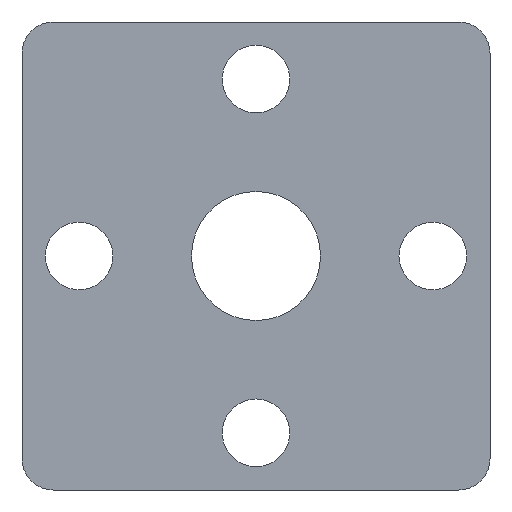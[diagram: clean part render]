
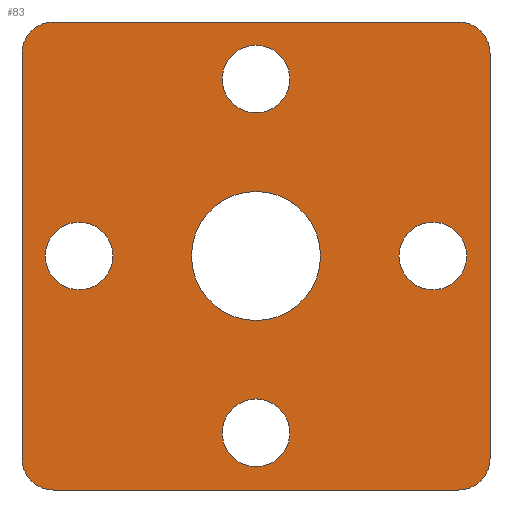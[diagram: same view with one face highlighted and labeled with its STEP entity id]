
A CAD part, left-side view. The second image highlights one B-rep face of the part: STEP entity #83.
In plain terms, the highlighted planar face has unit normal (-1, 0, 0).
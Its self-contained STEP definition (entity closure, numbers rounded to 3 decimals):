
#83=ADVANCED_FACE('',(#165,#166,#167,#168,#169,#170),#171,.T.);
#165=FACE_OUTER_BOUND('',#243,.T.);
#166=FACE_BOUND('',#244,.T.);
#167=FACE_BOUND('',#245,.T.);
#168=FACE_BOUND('',#246,.T.);
#169=FACE_BOUND('',#247,.T.);
#170=FACE_BOUND('',#248,.T.);
#171=PLANE('',#249);
#243=EDGE_LOOP('',(#419,#420,#421,#422,#423,#424,#425,#426));
#244=EDGE_LOOP('',(#427,#428));
#245=EDGE_LOOP('',(#429,#430));
#246=EDGE_LOOP('',(#431,#432));
#247=EDGE_LOOP('',(#433,#434));
#248=EDGE_LOOP('',(#435,#436));
#249=AXIS2_PLACEMENT_3D('',#437,#438,#439);
#419=ORIENTED_EDGE('',*,*,#511,.T.);
#420=ORIENTED_EDGE('',*,*,#513,.T.);
#421=ORIENTED_EDGE('',*,*,#492,.T.);
#422=ORIENTED_EDGE('',*,*,#496,.T.);
#423=ORIENTED_EDGE('',*,*,#499,.T.);
#424=ORIENTED_EDGE('',*,*,#502,.T.);
#425=ORIENTED_EDGE('',*,*,#505,.T.);
#426=ORIENTED_EDGE('',*,*,#508,.T.);
#427=ORIENTED_EDGE('',*,*,#444,.T.);
#428=ORIENTED_EDGE('',*,*,#489,.T.);
#429=ORIENTED_EDGE('',*,*,#449,.T.);
#430=ORIENTED_EDGE('',*,*,#487,.T.);
#431=ORIENTED_EDGE('',*,*,#454,.T.);
#432=ORIENTED_EDGE('',*,*,#485,.T.);
#433=ORIENTED_EDGE('',*,*,#459,.T.);
#434=ORIENTED_EDGE('',*,*,#483,.T.);
#435=ORIENTED_EDGE('',*,*,#464,.T.);
#436=ORIENTED_EDGE('',*,*,#481,.T.);
#437=CARTESIAN_POINT('',(0.0,0.,0.0));
#438=DIRECTION('',(-1.0,0.,-0.0));
#439=DIRECTION('',(0.,1.0,0.0));
#444=EDGE_CURVE('',#522,#520,#523,.T.);
#449=EDGE_CURVE('',#531,#529,#532,.T.);
#454=EDGE_CURVE('',#540,#538,#541,.T.);
#459=EDGE_CURVE('',#549,#547,#550,.T.);
#464=EDGE_CURVE('',#558,#556,#559,.T.);
#481=EDGE_CURVE('',#556,#558,#584,.T.);
#483=EDGE_CURVE('',#547,#549,#586,.T.);
#485=EDGE_CURVE('',#538,#540,#588,.T.);
#487=EDGE_CURVE('',#529,#531,#590,.T.);
#489=EDGE_CURVE('',#520,#522,#592,.T.);
#492=EDGE_CURVE('',#596,#594,#597,.T.);
#496=EDGE_CURVE('',#594,#600,#602,.T.);
#499=EDGE_CURVE('',#600,#604,#606,.T.);
#502=EDGE_CURVE('',#604,#608,#610,.T.);
#505=EDGE_CURVE('',#608,#612,#614,.T.);
#508=EDGE_CURVE('',#612,#616,#618,.T.);
#511=EDGE_CURVE('',#616,#620,#622,.T.);
#513=EDGE_CURVE('',#620,#596,#624,.T.);
#520=VERTEX_POINT('',#631);
#522=VERTEX_POINT('',#634);
#523=CIRCLE('',#635,6.2);
#529=VERTEX_POINT('',#642);
#531=VERTEX_POINT('',#645);
#532=CIRCLE('',#646,3.25);
#538=VERTEX_POINT('',#653);
#540=VERTEX_POINT('',#656);
#541=CIRCLE('',#657,3.25);
#547=VERTEX_POINT('',#664);
#549=VERTEX_POINT('',#667);
#550=CIRCLE('',#668,3.25);
#556=VERTEX_POINT('',#675);
#558=VERTEX_POINT('',#678);
#559=CIRCLE('',#679,3.25);
#584=CIRCLE('',#709,3.25);
#586=CIRCLE('',#711,3.25);
#588=CIRCLE('',#713,3.25);
#590=CIRCLE('',#715,3.25);
#592=CIRCLE('',#717,6.2);
#594=VERTEX_POINT('',#719);
#596=VERTEX_POINT('',#722);
#597=LINE('',#723,#724);
#600=VERTEX_POINT('',#728);
#602=CIRCLE('',#731,3.0);
#604=VERTEX_POINT('',#733);
#606=LINE('',#736,#737);
#608=VERTEX_POINT('',#739);
#610=CIRCLE('',#742,3.0);
#612=VERTEX_POINT('',#744);
#614=LINE('',#747,#748);
#616=VERTEX_POINT('',#750);
#618=CIRCLE('',#753,3.0);
#620=VERTEX_POINT('',#755);
#622=LINE('',#758,#759);
#624=CIRCLE('',#761,3.0);
#631=CARTESIAN_POINT('',(0.,-6.2,0.));
#634=CARTESIAN_POINT('',(0.0,6.2,0.0));
#635=AXIS2_PLACEMENT_3D('',#768,#769,#770);
#642=CARTESIAN_POINT('',(0.0,-3.25,-17.0));
#645=CARTESIAN_POINT('',(0.0,3.25,-17.0));
#646=AXIS2_PLACEMENT_3D('',#776,#777,#778);
#653=CARTESIAN_POINT('',(0.0,-3.25,17.0));
#656=CARTESIAN_POINT('',(0.0,3.25,17.0));
#657=AXIS2_PLACEMENT_3D('',#784,#785,#786);
#664=CARTESIAN_POINT('',(0.0,13.75,0.));
#667=CARTESIAN_POINT('',(0.0,20.25,0.0));
#668=AXIS2_PLACEMENT_3D('',#792,#793,#794);
#675=CARTESIAN_POINT('',(0.0,-20.25,0.));
#678=CARTESIAN_POINT('',(0.0,-13.75,0.0));
#679=AXIS2_PLACEMENT_3D('',#800,#801,#802);
#709=AXIS2_PLACEMENT_3D('',#835,#836,#837);
#711=AXIS2_PLACEMENT_3D('',#838,#839,#840);
#713=AXIS2_PLACEMENT_3D('',#841,#842,#843);
#715=AXIS2_PLACEMENT_3D('',#844,#845,#846);
#717=AXIS2_PLACEMENT_3D('',#847,#848,#849);
#719=CARTESIAN_POINT('',(0.0,22.5,-19.5));
#722=CARTESIAN_POINT('',(0.0,22.5,19.5));
#723=CARTESIAN_POINT('',(0.,22.5,0.0));
#724=VECTOR('',#851,1000.0);
#728=CARTESIAN_POINT('',(0.,19.5,-22.5));
#731=AXIS2_PLACEMENT_3D('',#854,#855,#856);
#733=CARTESIAN_POINT('',(0.,-19.5,-22.5));
#736=CARTESIAN_POINT('',(0.0,0.,-22.5));
#737=VECTOR('',#858,1000.0);
#739=CARTESIAN_POINT('',(0.,-22.5,-19.5));
#742=AXIS2_PLACEMENT_3D('',#860,#861,#862);
#744=CARTESIAN_POINT('',(0.,-22.5,19.5));
#747=CARTESIAN_POINT('',(0.,-22.5,0.0));
#748=VECTOR('',#864,1000.0);
#750=CARTESIAN_POINT('',(0.,-19.5,22.5));
#753=AXIS2_PLACEMENT_3D('',#866,#867,#868);
#755=CARTESIAN_POINT('',(0.,19.5,22.5));
#758=CARTESIAN_POINT('',(0.0,0.,22.5));
#759=VECTOR('',#870,1000.0);
#761=AXIS2_PLACEMENT_3D('',#871,#872,#873);
#768=CARTESIAN_POINT('',(0.,0.,0.0));
#769=DIRECTION('',(1.0,0.,0.0));
#770=DIRECTION('',(0.,1.0,0.0));
#776=CARTESIAN_POINT('',(0.0,0.,-17.0));
#777=DIRECTION('',(1.0,0.,0.0));
#778=DIRECTION('',(0.,1.0,0.0));
#784=CARTESIAN_POINT('',(0.0,0.,17.0));
#785=DIRECTION('',(1.0,0.,0.0));
#786=DIRECTION('',(0.,1.0,0.0));
#792=CARTESIAN_POINT('',(0.0,17.0,0.0));
#793=DIRECTION('',(1.0,0.,0.0));
#794=DIRECTION('',(0.,1.0,0.0));
#800=CARTESIAN_POINT('',(0.0,-17.0,0.0));
#801=DIRECTION('',(1.0,0.,0.0));
#802=DIRECTION('',(0.,1.0,0.0));
#835=CARTESIAN_POINT('',(0.0,-17.0,0.0));
#836=DIRECTION('',(1.0,0.,0.0));
#837=DIRECTION('',(0.,1.0,0.0));
#838=CARTESIAN_POINT('',(0.0,17.0,0.0));
#839=DIRECTION('',(1.0,0.,0.0));
#840=DIRECTION('',(0.,1.0,0.0));
#841=CARTESIAN_POINT('',(0.0,0.,17.0));
#842=DIRECTION('',(1.0,0.,0.0));
#843=DIRECTION('',(0.,1.0,0.0));
#844=CARTESIAN_POINT('',(0.0,0.,-17.0));
#845=DIRECTION('',(1.0,0.,0.0));
#846=DIRECTION('',(0.,1.0,0.0));
#847=CARTESIAN_POINT('',(0.,0.,0.0));
#848=DIRECTION('',(1.0,0.,0.0));
#849=DIRECTION('',(0.,1.0,0.0));
#851=DIRECTION('',(0.0,0.0,-1.0));
#854=CARTESIAN_POINT('',(0.0,19.5,-19.5));
#855=DIRECTION('',(-1.0,0.,-0.0));
#856=DIRECTION('',(0.,1.0,0.0));
#858=DIRECTION('',(0.,-1.0,0.0));
#860=CARTESIAN_POINT('',(0.0,-19.5,-19.5));
#861=DIRECTION('',(-1.0,0.,-0.0));
#862=DIRECTION('',(0.,1.0,0.0));
#864=DIRECTION('',(0.0,0.0,1.0));
#866=CARTESIAN_POINT('',(0.0,-19.5,19.5));
#867=DIRECTION('',(-1.0,0.,-0.0));
#868=DIRECTION('',(0.,1.0,0.0));
#870=DIRECTION('',(0.,1.0,0.0));
#871=CARTESIAN_POINT('',(0.0,19.5,19.5));
#872=DIRECTION('',(-1.0,0.,-0.0));
#873=DIRECTION('',(0.,1.0,0.0));
